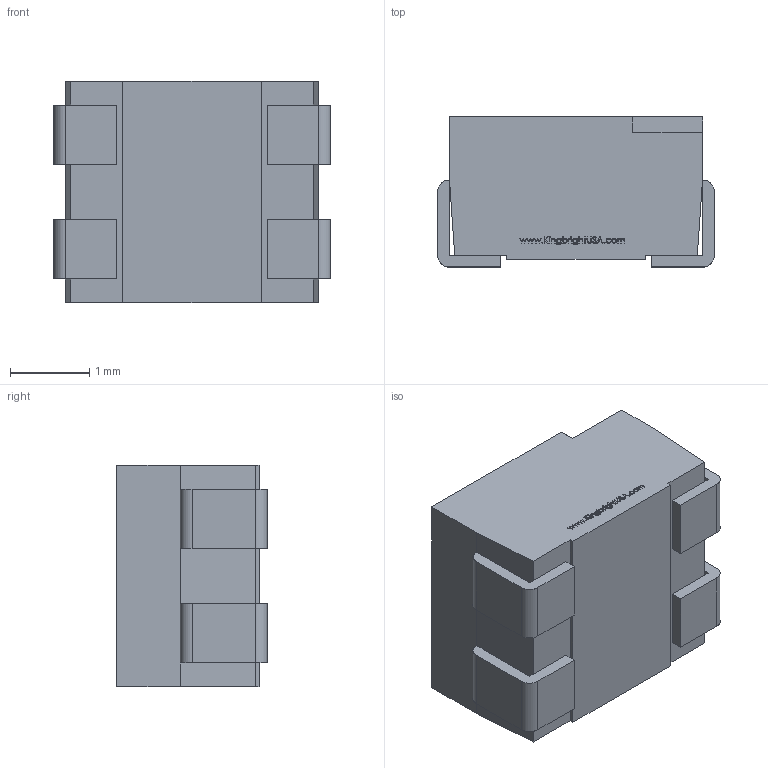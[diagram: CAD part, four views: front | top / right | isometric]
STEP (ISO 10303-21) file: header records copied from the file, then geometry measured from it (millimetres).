
FILE_DESCRIPTION(('FreeCAD Model'),'2;1');
FILE_NAME('xx.step','2020-04-05T12:15:43', ('Author'),(''),'Open CASCADE STEP processor 7.3','FreeCAD','Unknown' );
FILE_SCHEMA(('AUTOMOTIVE_DESIGN { 1 0 10303 214 1 1 1 1 }'));
Products named in the file (1): AAA3528
Bounding box: 3.5 x 1.9 x 2.8 mm (x, y, z)
Surface area: 50.6 mm2 (no closed solid volume)
Topology: 0 solids, 346 shells, 346 faces, 3103 edges, 4048 vertices
Faces by surface type: bspline 332, revolution 14
Entity records: 62429 total; most frequent: CARTESIAN_POINT 24212, B_SPLINE_CURVE_WITH_KNOTS 3150, DIRECTION 2197, ORIENTED_EDGE 2158, EDGE_CURVE 2158, VERTEX_POINT 2158, SURFACE_CURVE 2158, PCURVE 2158
